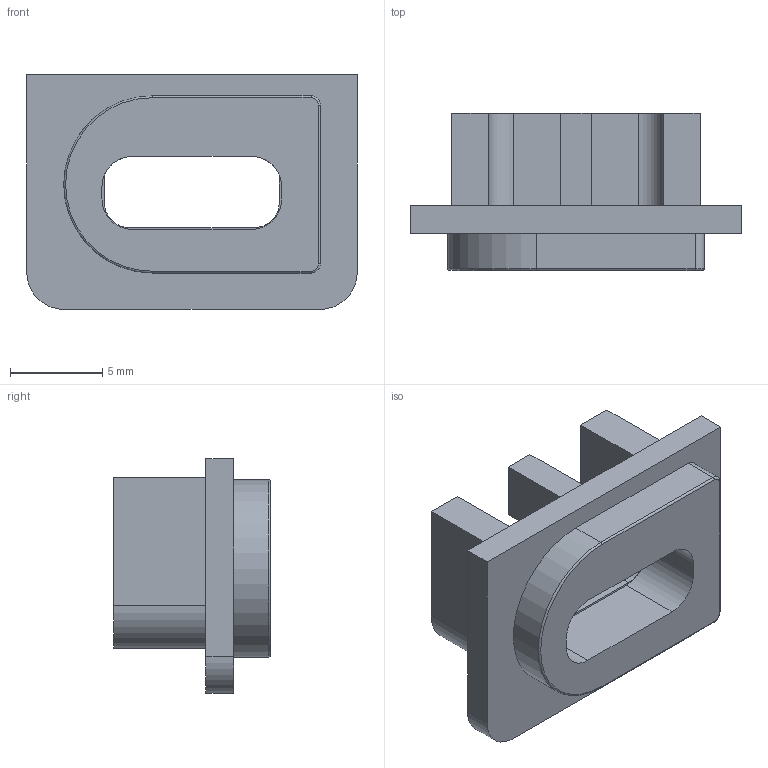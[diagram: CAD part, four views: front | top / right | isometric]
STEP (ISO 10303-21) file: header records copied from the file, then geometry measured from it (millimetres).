
FILE_DESCRIPTION(/* description */ (''),/* implementation_level */ '2;1');
FILE_NAME(/* name */ 'USB Cover (without logo).step',/* time_stamp */ '2025-05-22T19:57:53+02:00',/* author */ (''),/* organization */ (''),/* preprocessor_version */ 'ST-DEVELOPER v20.1',/* originating_system */ 'Autodesk Translation Framework v14.4.0.0',/* authorisation */ '');
FILE_SCHEMA (('AUTOMOTIVE_DESIGN { 1 0 10303 214 3 1 1 }'));
Length unit declared in the file: millimetre
Products named in the file (1): USB-GC
Bounding box: 17.9 x 8.5 x 12.72 mm (x, y, z)
Volume: 757.7 mm3; surface area: 973.2 mm2
Topology: 1 solids, 1 shells, 48 faces, 124 edges, 80 vertices
Faces by surface type: plane 29, cylinder 16, torus 3
Entity records: 1519 total; most frequent: CARTESIAN_POINT 274, DIRECTION 257, ORIENTED_EDGE 248, EDGE_CURVE 124, LINE 87, VECTOR 87, AXIS2_PLACEMENT_3D 85, VERTEX_POINT 80
